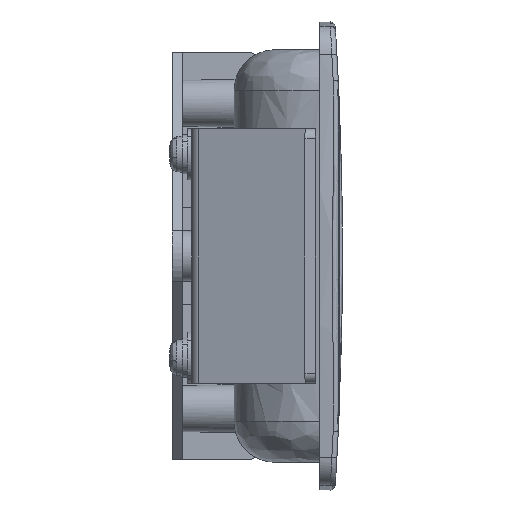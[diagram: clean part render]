
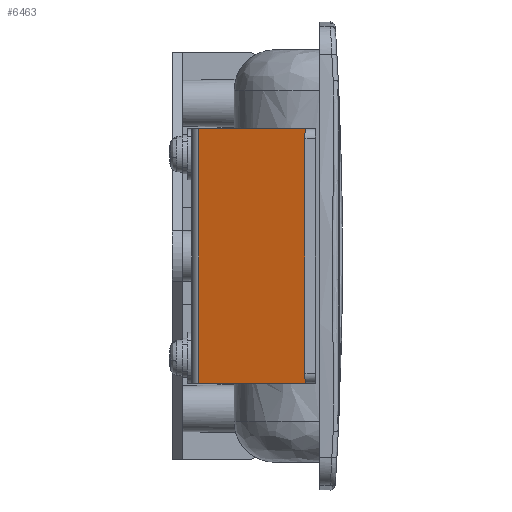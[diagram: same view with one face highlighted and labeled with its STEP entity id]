
A CAD part, left-side view. The second image highlights one B-rep face of the part: STEP entity #6463.
In plain terms, the highlighted free-form (B-spline) face has degree [1, 1] with [2, 2] control points.
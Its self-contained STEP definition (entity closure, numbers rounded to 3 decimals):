
#6308=CARTESIAN_POINT('',(-27.925,-5.277,25.));
#6309=VERTEX_POINT('',#6308);
#6321=CARTESIAN_POINT('',(-33.877,-26.197,25.));
#6322=VERTEX_POINT('',#6321);
#6323=CARTESIAN_POINT('',(-33.877,-26.197,25.));
#6324=CARTESIAN_POINT('',(-27.925,-5.277,25.));
#6325=QUASI_UNIFORM_CURVE('',1,(#6323,#6324),.UNSPECIFIED.,.F.,.U.);
#6326=EDGE_CURVE('',#6322,#6309,#6325,.T.);
#6408=CARTESIAN_POINT('',(-33.877,-26.197,-25.0));
#6409=VERTEX_POINT('',#6408);
#6415=CARTESIAN_POINT('',(-27.925,-5.277,-25.0));
#6416=VERTEX_POINT('',#6415);
#6417=CARTESIAN_POINT('',(-33.877,-26.197,-25.0));
#6418=CARTESIAN_POINT('',(-27.925,-5.277,-25.0));
#6419=QUASI_UNIFORM_CURVE('',1,(#6417,#6418),.UNSPECIFIED.,.F.,.U.);
#6420=EDGE_CURVE('',#6409,#6416,#6419,.T.);
#6444=CARTESIAN_POINT('',(-34.174,-27.242,27.498));
#6445=CARTESIAN_POINT('',(-27.627,-4.232,27.498));
#6446=CARTESIAN_POINT('',(-34.174,-27.242,-27.498));
#6447=CARTESIAN_POINT('',(-27.627,-4.232,-27.498));
#6448=B_SPLINE_SURFACE_WITH_KNOTS('',1,1,((#6444,#6446),(#6445,#6447)),.UNSPECIFIED.,.F.,.F.,.U.,(2,2),(2,2),(0.0,23.923),(0.0,54.995),.UNSPECIFIED.);
#6449=ORIENTED_EDGE('',*,*,#6326,.T.);
#6450=CARTESIAN_POINT('',(-27.925,-5.277,-25.0));
#6451=CARTESIAN_POINT('',(-27.925,-5.277,25.));
#6452=QUASI_UNIFORM_CURVE('',1,(#6450,#6451),.UNSPECIFIED.,.F.,.U.);
#6453=EDGE_CURVE('',#6416,#6309,#6452,.T.);
#6454=ORIENTED_EDGE('',*,*,#6453,.F.);
#6455=ORIENTED_EDGE('',*,*,#6420,.F.);
#6456=CARTESIAN_POINT('',(-33.877,-26.197,-25.0));
#6457=CARTESIAN_POINT('',(-33.877,-26.197,25.));
#6458=QUASI_UNIFORM_CURVE('',1,(#6456,#6457),.UNSPECIFIED.,.F.,.U.);
#6459=EDGE_CURVE('',#6409,#6322,#6458,.T.);
#6460=ORIENTED_EDGE('',*,*,#6459,.T.);
#6461=EDGE_LOOP('',(#6449,#6454,#6455,#6460));
#6462=FACE_OUTER_BOUND('',#6461,.T.);
#6463=ADVANCED_FACE('',(#6462),#6448,.T.);
